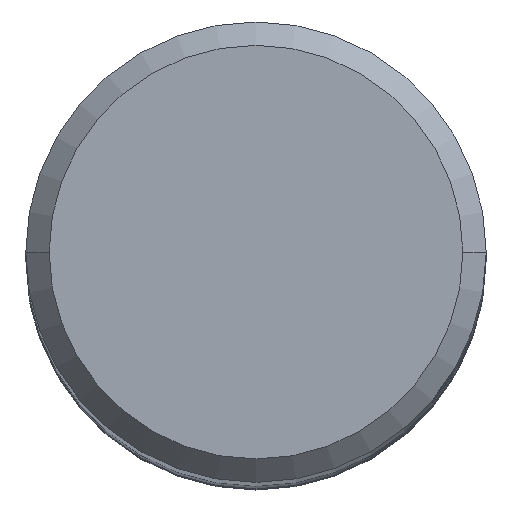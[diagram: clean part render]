
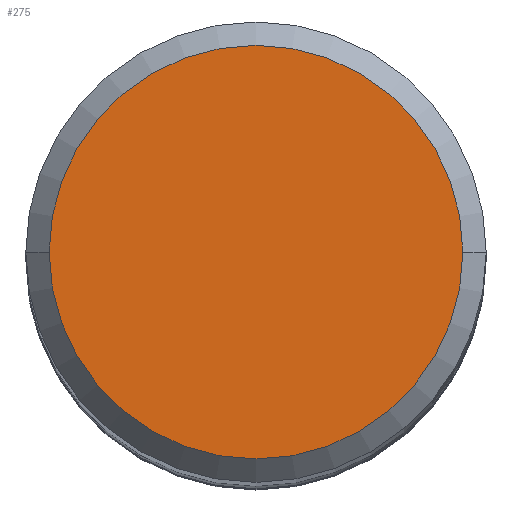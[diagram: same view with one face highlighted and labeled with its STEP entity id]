
A CAD part, top view. The second image highlights one B-rep face of the part: STEP entity #275.
In plain terms, the highlighted planar face has unit normal (0, 0, 1).
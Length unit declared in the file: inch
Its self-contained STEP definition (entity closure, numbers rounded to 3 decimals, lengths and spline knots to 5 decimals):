
#5 = CIRCLE ( 'NONE', #526, 0.17685 ) ;
#8 = DIRECTION ( 'NONE',  ( 0., 0., 1. ) ) ;
#42 = CARTESIAN_POINT ( 'NONE',  ( 0., 0., 0. ) ) ;
#57 = EDGE_CURVE ( 'NONE', #495, #530, #387, .T. ) ;
#98 = FACE_OUTER_BOUND ( 'NONE', #186, .T. ) ;
#112 = AXIS2_PLACEMENT_3D ( 'NONE', #155, #328, #499 ) ;
#155 = CARTESIAN_POINT ( 'NONE',  ( 0., 0., 0. ) ) ;
#161 = CARTESIAN_POINT ( 'NONE',  ( -0.17685, 0., 0. ) ) ;
#185 = DIRECTION ( 'NONE',  ( 1., 0., 0. ) ) ;
#186 = EDGE_LOOP ( 'NONE', ( #502, #450 ) ) ;
#216 = DIRECTION ( 'NONE',  ( 0., 0., -1. ) ) ;
#226 = CARTESIAN_POINT ( 'NONE',  ( 0., 0.17685, 0. ) ) ;
#275 = ADVANCED_FACE ( 'NONE', ( #98 ), #283, .T. ) ;
#279 = AXIS2_PLACEMENT_3D ( 'NONE', #226, #8, #185 ) ;
#283 = PLANE ( 'NONE',  #279 ) ;
#287 = DIRECTION ( 'NONE',  ( -1., 0., 0. ) ) ;
#328 = DIRECTION ( 'NONE',  ( 0., 0., -1. ) ) ;
#375 = EDGE_CURVE ( 'NONE', #530, #495, #5, .T. ) ;
#387 = CIRCLE ( 'NONE', #112, 0.17685 ) ;
#450 = ORIENTED_EDGE ( 'NONE', *, *, #57, .F. ) ;
#495 = VERTEX_POINT ( 'NONE', #505 ) ;
#499 = DIRECTION ( 'NONE',  ( -1., 0., 0. ) ) ;
#502 = ORIENTED_EDGE ( 'NONE', *, *, #375, .F. ) ;
#505 = CARTESIAN_POINT ( 'NONE',  ( 0.17685, 0., 0. ) ) ;
#526 = AXIS2_PLACEMENT_3D ( 'NONE', #42, #216, #287 ) ;
#530 = VERTEX_POINT ( 'NONE', #161 ) ;
